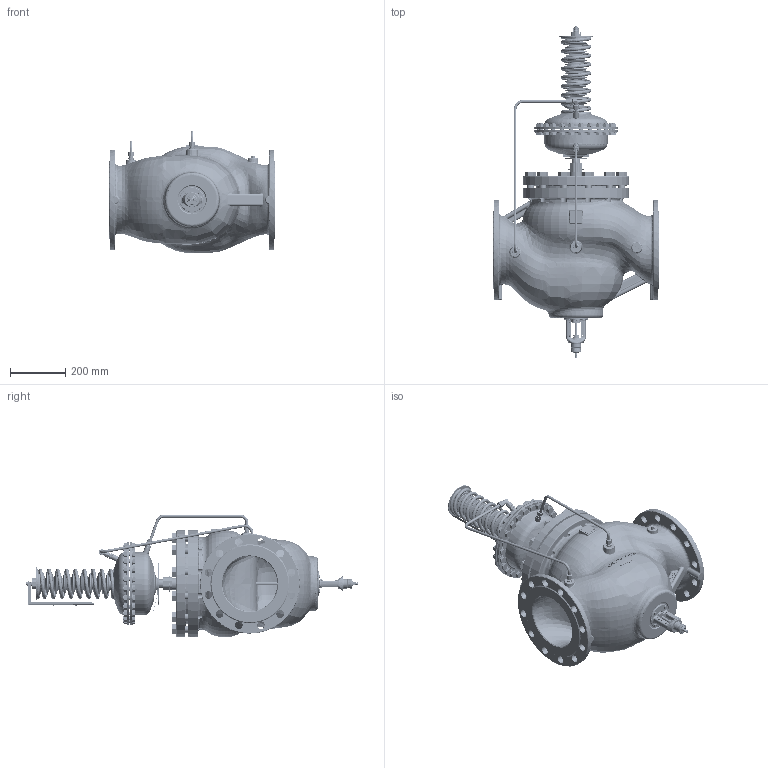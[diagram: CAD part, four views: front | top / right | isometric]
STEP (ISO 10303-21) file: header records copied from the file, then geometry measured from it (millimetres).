
FILE_DESCRIPTION((''),'2;1');
FILE_NAME('003G5575_AFQMP2_PN25_DN200_ASM','2022-04-04T10:52:01',('U369265'),(''),'CREO PARAMETRIC BY PTC INC, 2020342','CREO PARAMETRIC BY PTC INC, 2020342','');
FILE_SCHEMA(('CONFIG_CONTROL_DESIGN'));
Products named in the file (88): 88650610_VALVE_B_VFQM_DN200_P25; 88650820_VALVE_C_VFG_DN200_PN25; 88652330_STUFFING_BOX_DN150_2_1; 3220149_1_1_2; 88652950_CV_PISTON_H_SUB_DN200__ASM; 88651370_SPINDLE_CV_DN200_1; 88652980_CV_PISTON_SUB_DN200_AS_ASM; 88651210_YOKE_BODY_DN125_250__2; 88652270_SETT_SCREW_DN125-250_3; 88652750_FLOW_LABEL_DN200_1; 51817881_SCREW_SF_M3X5_1_1_2; HEX_SCREW_DIN933_M06X18_1_1_2; 88652800_POINTER_VFQM_1_1_2; 51840270_1; 54540510_1_1_2; 188610240_1_1_2; WALTER_CONNECTION_1_1_2; WALTER_PROFILE_RING_1_1_2; WALTER_CONNECTION_NUT_1_1_2; 8863078_ASM_1_1_2_ASM; 88653260_VFQM_DN200_PN25_ASM_1_ASM; 88670150_HOUSING320_PN40_MINU_1; 88673400_TUBE_FI38X10X62_MINU_2; 88671680_PRESSURE_CONNEC-194177; WELD_PRESS_CON_6MM_1_1_2; WELD_320_6MM_INST_AF0_1_1; WELD_320_6MM_2_INST_AF0_1_1; 88671550_COVER320_PN40_MINUS__1_ASM; 88670140_HOUSING320_PN40_IPLU_1; 88671680_PRESSURE_CONNEC-199675; 88673410_TUBE_FI38X10X33_AF0__1; WELD_320_6MM_INST_1_1; WELD_320_6MM_2_INST_1_1; WELD_PRESS_CON_6MM_AF0_1_1; 88671540_COVER320_PN40_PLUS_A_1_ASM; 88671040_SETTING_SPINDLE_PA_1_2; 88670600_CONNECTING_NUT_G1_1__2; 88670800_SETTING_NUT_IPA_1_1_2; 5521168_1_1_2_3_4_1; 5521168_1_1_2_3_4_2 ...
Assembly tree (181 placements, depth 6):
  003G5575_AFQMP2_PN25_DN200_ASM
    003G5575_AFQMP2_PN25_DN200_ASM__ASM
      88653260_VFQM_DN200_PN25_ASM_1_ASM
        88650610_VALVE_B_VFQM_DN200_P25
        88650820_VALVE_C_VFG_DN200_PN25
        88652950_CV_PISTON_H_SUB_DN200__ASM
          88652330_STUFFING_BOX_DN150_2_1
          3220149_1_1_2
        88652980_CV_PISTON_SUB_DN200_AS_ASM
          88651370_SPINDLE_CV_DN200_1
        88651210_YOKE_BODY_DN125_250__2
        88652270_SETT_SCREW_DN125-250_3
        88652750_FLOW_LABEL_DN200_1
        51817881_SCREW_SF_M3X5_1_1_2  x2
        HEX_SCREW_DIN933_M06X18_1_1_2  x4
        88652800_POINTER_VFQM_1_1_2
        51840270_1  x12
        54540510_1_1_2  x3
        188610240_1_1_2
        8863078_ASM_1_1_2_ASM  x2
          WALTER_CONNECTION_1_1_2
          WALTER_PROFILE_RING_1_1_2
          WALTER_CONNECTION_NUT_1_1_2
      003G5619_AFP2_PN40_320CM2_ASM_2_ASM
        88671550_COVER320_PN40_MINUS__1_ASM
          88670150_HOUSING320_PN40_MINU_1
          88673400_TUBE_FI38X10X62_MINU_2
          88671680_PRESSURE_CONNEC-194177
          WELD_PRESS_CON_6MM_1_1_2
          WELD_320_6MM_INST_AF0_1_1
          WELD_320_6MM_2_INST_AF0_1_1
        88671540_COVER320_PN40_PLUS_A_1_ASM
          88670140_HOUSING320_PN40_IPLU_1
          88671680_PRESSURE_CONNEC-199675
          88673410_TUBE_FI38X10X33_AF0__1
          WELD_320_6MM_INST_1_1
          WELD_320_6MM_2_INST_1_1
          WELD_PRESS_CON_6MM_AF0_1_1
        88671040_SETTING_SPINDLE_PA_1_2
        88670600_CONNECTING_NUT_G1_1__2
        88670800_SETTING_NUT_IPA_1_1_2
        5521168_1_1_2_3_4_ASM
          5521168_1_1_2_3_4_1
          5521168_1_1_2_3_4_2
          5521168_1_1_2_3_4_3
          5521168_1_1_2_3_4_4
          5521168_1_1_2_3_4_5
          5521168_1_1_2_3_4_6
          5521168_1_1_2_3_4_7
          5521168_1_1_2_3_4_8
          5521168_1_1_2_3_4_9
          5521168_1_1_2_3_4_10
          5521168_1_1_2_3_4_11
          5521168_1_1_2_3_4_12
          5521168_1_1_2_3_4_13
          5521168_1_1_2_3_4_14
          5521168_1_1_2_3_4_15
          5521168_1_1_2_3_4_16
          5521168_1_1_2_3_4_17
          5521168_1_1_2_3_4_18
Bounding box: 600 x 1199.2 x 441.85 mm (x, y, z)
Volume: 28960262.4 mm3; surface area: 3655179.2 mm2
Topology: 174 solids, 174 shells, 7855 faces, 20187 edges, 12744 vertices
Faces by surface type: plane 3367, cylinder 1572, cone 1560, torus 621, bspline 547, sphere 94, extrusion 92, revolution 2
Entity records: 254278 total; most frequent: CARTESIAN_POINT 120180, ORIENTED_EDGE 29060, DIRECTION 25838, EDGE_CURVE 14530, AXIS2_PLACEMENT_3D 9642, VERTEX_POINT 9398, VECTOR 6552, LINE 6460
